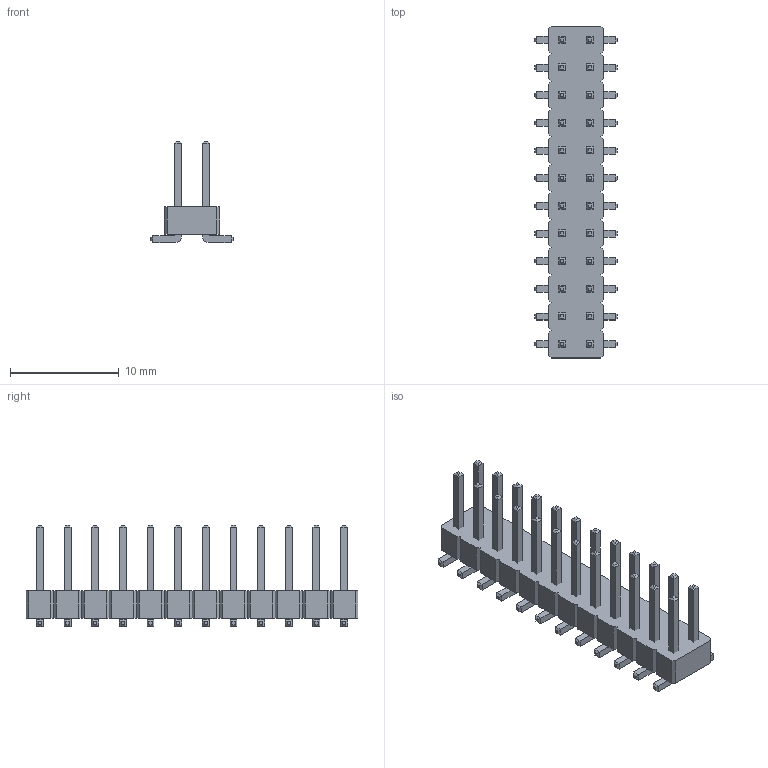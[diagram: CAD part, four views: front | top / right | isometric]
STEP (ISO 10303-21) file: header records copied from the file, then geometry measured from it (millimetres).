
FILE_DESCRIPTION(/* description */ ('model of PinHeader_2x12_P2.54mm_Vertical_SMD'),/* implementation_level */ '2;1');
FILE_NAME(/* name */ 'PinHeader_2x12_P2.54mm_Vertical_SMD.step',/* time_stamp */ '2018-01-24T12:49:54',/* author */ ('kicad StepUp','ksu'),/* organization */ ('FreeCAD'),/* preprocessor_version */ 'OCC',/* originating_system */ 'kicad StepUp',/* authorisation */ '');
FILE_SCHEMA(('AUTOMOTIVE_DESIGN { 1 0 10303 214 1 1 1 1 }'));
Length unit declared in the file: millimetre
Products named in the file (2): PinHeader_2x12_P254mm_Vertical_SMD; Shape0_355652358475
Bounding box: 7.54 x 30.48 x 9.3 mm (x, y, z)
Volume: 499.5 mm3; surface area: 1200.5 mm2
Topology: 25 solids, 25 shells, 484 faces, 1110 edges, 676 vertices
Faces by surface type: plane 460, cylinder 24
Entity records: 8642 total; most frequent: ORIENTED_EDGE 1690, CARTESIAN_POINT 1423, EDGE_CURVE 1110, LINE 1062, VERTEX_POINT 676, AXIS2_PLACEMENT_3D 521, ADVANCED_FACE 484, FACE_BOUND 484
